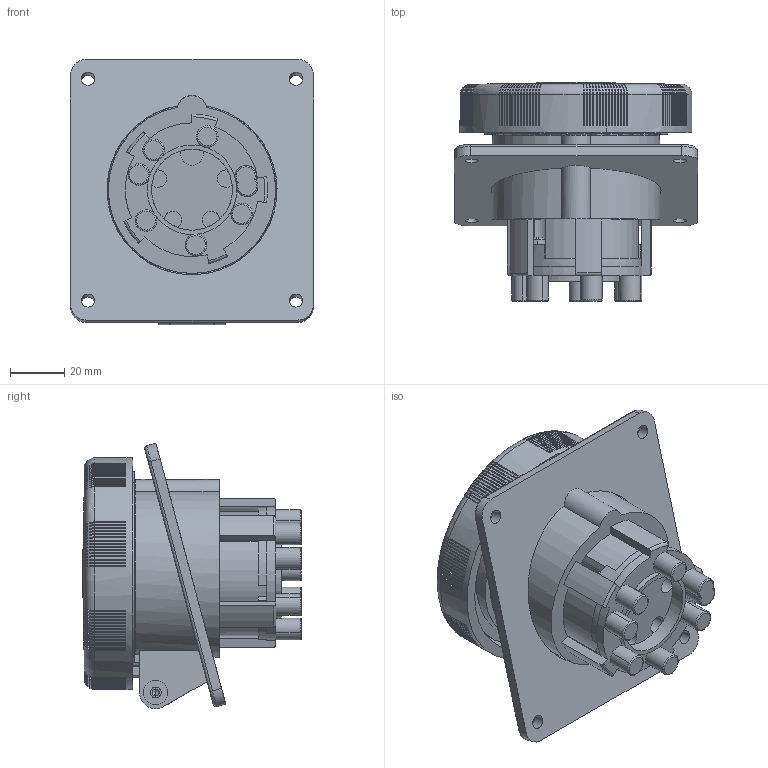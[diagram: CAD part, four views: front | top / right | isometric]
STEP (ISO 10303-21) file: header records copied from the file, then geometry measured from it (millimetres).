
FILE_DESCRIPTION(('Creo Elements/Direct Modeling STEP Export'),'2;1');
FILE_NAME('0ln7uvk498nbk422672','2017-02-17T14:46:33',(''),(''),'PTC Creo Elements/Direct Modeling STEP processor for AP214 (Solid Model)','PTC Creo Elements/Direct Modeling 19.0E 27-Jun-2016 (C) Parametric Technology GmbH','');
FILE_SCHEMA(('AUTOMOTIVE_DESIGN { 1 0 10303 214 1 1 1 1 }'));
Products named in the file (2): PEW_1665_PI
Assembly tree (1 placements, depth 2):
  PEW_1665_PI
    PEW_1665_PI
Bounding box: 90 x 81.1 x 98.3 mm (x, y, z)
Volume: 193726.3 mm3; surface area: 89389.5 mm2
Topology: 1 solids, 1 shells, 1249 faces, 3469 edges, 1963 vertices
Faces by surface type: plane 543, torus 392, cylinder 304, cone 8, sphere 2
Entity records: 71944 total; most frequent: CARTESIAN_POINT 33091, ORIENTED_EDGE 6450, DIRECTION 5701, EDGE_CURVE 3225, AXIS2_PLACEMENT_3D 2223, VERTEX_POINT 1963, EDGE_LOOP 1296, VECTOR 1255
